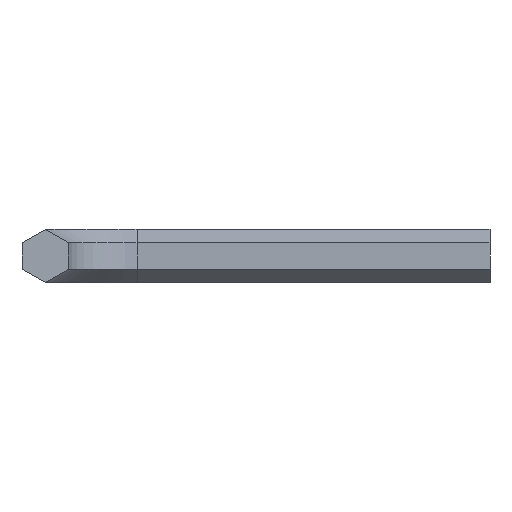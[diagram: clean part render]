
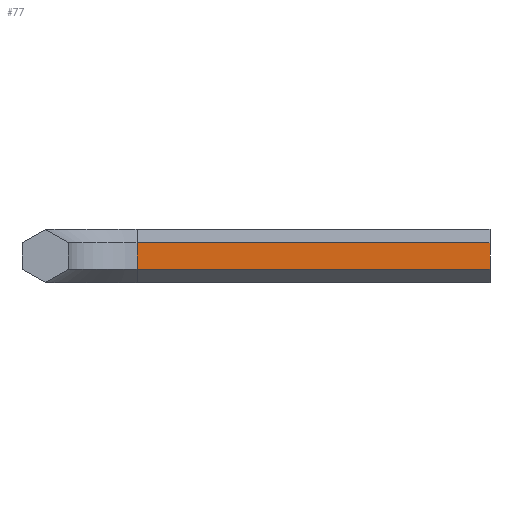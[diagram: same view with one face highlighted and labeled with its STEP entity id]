
A CAD part, front view. The second image highlights one B-rep face of the part: STEP entity #77.
In plain terms, the highlighted planar face has unit normal (0, -1, 0).
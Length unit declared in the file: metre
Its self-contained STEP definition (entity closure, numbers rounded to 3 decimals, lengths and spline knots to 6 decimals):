
#77=ADVANCED_FACE('0:36',(#150),#151,.T.);
#150=FACE_OUTER_BOUND('',#217,.T.);
#151=PLANE('',#218);
#217=EDGE_LOOP('',(#356,#357,#358,#359));
#218=AXIS2_PLACEMENT_3D('',#360,#361,#362);
#356=ORIENTED_EDGE('',*,*,#448,.T.);
#357=ORIENTED_EDGE('',*,*,#450,.T.);
#358=ORIENTED_EDGE('',*,*,#451,.F.);
#359=ORIENTED_EDGE('',*,*,#436,.F.);
#360=CARTESIAN_POINT('',(0.003,0.04325,0.000433));
#361=DIRECTION('',(0.0,-1.0,0.));
#362=DIRECTION('',(0.0,0.,-1.0));
#436=EDGE_CURVE('',#516,#518,#519,.T.);
#448=EDGE_CURVE('',#516,#528,#533,.T.);
#450=EDGE_CURVE('',#528,#535,#536,.T.);
#451=EDGE_CURVE('',#518,#535,#537,.T.);
#516=VERTEX_POINT('',#626);
#518=VERTEX_POINT('',#629);
#519=LINE('',#630,#631);
#528=VERTEX_POINT('',#643);
#533=LINE('',#649,#650);
#535=VERTEX_POINT('',#652);
#536=LINE('',#653,#654);
#537=LINE('',#655,#656);
#626=CARTESIAN_POINT('',(0.003,0.04325,0.000433));
#629=CARTESIAN_POINT('',(0.0145,0.04325,0.000433));
#630=CARTESIAN_POINT('',(0.003,0.04325,0.000433));
#631=VECTOR('',#706,1.0);
#643=CARTESIAN_POINT('',(0.003,0.04325,-0.000433));
#649=CARTESIAN_POINT('',(0.003,0.04325,0.000433));
#650=VECTOR('',#717,1.0);
#652=CARTESIAN_POINT('',(0.0145,0.04325,-0.000433));
#653=CARTESIAN_POINT('',(0.003,0.04325,-0.000433));
#654=VECTOR('',#718,1.0);
#655=CARTESIAN_POINT('',(0.0145,0.04325,0.000433));
#656=VECTOR('',#719,1.0);
#706=DIRECTION('',(1.0,0.0,0.0));
#717=DIRECTION('',(0.,0.,-1.0));
#718=DIRECTION('',(1.0,0.0,0.0));
#719=DIRECTION('',(0.,0.,-1.0));
